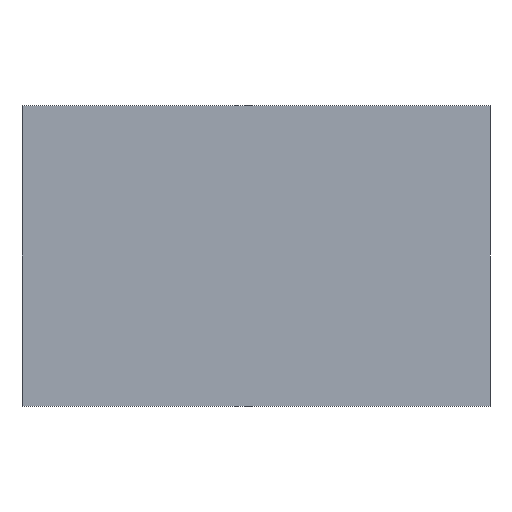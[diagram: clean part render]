
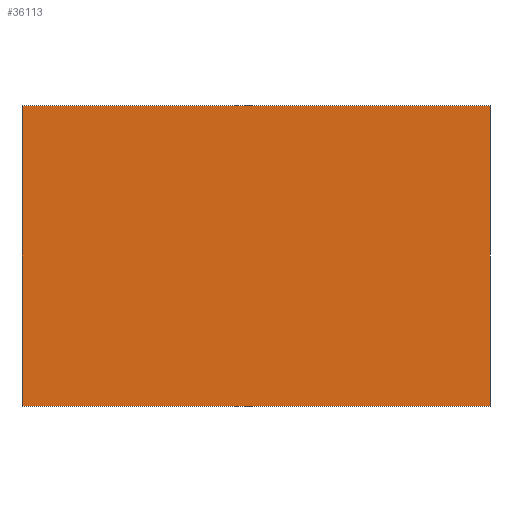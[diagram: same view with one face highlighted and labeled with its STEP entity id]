
A CAD part, front view. The second image highlights one B-rep face of the part: STEP entity #36113.
In plain terms, the highlighted planar face has unit normal (0, -1, 0).
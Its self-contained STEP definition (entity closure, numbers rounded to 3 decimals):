
#6436=FACE_OUTER_BOUND('',#8613,.T.);
#8613=EDGE_LOOP('',(#25730,#25731,#25732,#25733));
#11646=LINE('',#54568,#14098);
#11650=LINE('',#54575,#14102);
#11653=LINE('',#54581,#14105);
#11655=LINE('',#54584,#14107);
#14098=VECTOR('',#44755,6995.);
#14102=VECTOR('',#44761,4490.);
#14105=VECTOR('',#44766,6995.);
#14107=VECTOR('',#44770,4490.);
#16462=VERTEX_POINT('',#54565);
#16463=VERTEX_POINT('',#54567);
#16465=VERTEX_POINT('',#54573);
#16467=VERTEX_POINT('',#54579);
#19920=EDGE_CURVE('',#16462,#16463,#11646,.T.);
#19924=EDGE_CURVE('',#16465,#16462,#11650,.T.);
#19927=EDGE_CURVE('',#16467,#16465,#11653,.T.);
#19929=EDGE_CURVE('',#16463,#16467,#11655,.T.);
#25730=ORIENTED_EDGE('',*,*,#19929,.F.);
#25731=ORIENTED_EDGE('',*,*,#19920,.F.);
#25732=ORIENTED_EDGE('',*,*,#19924,.F.);
#25733=ORIENTED_EDGE('',*,*,#19927,.F.);
#35225=PLANE('',#40787);
#36113=ADVANCED_FACE('',(#6436),#35225,.F.);
#40787=AXIS2_PLACEMENT_3D('',#55000,#45233,#45234);
#44755=DIRECTION('',(-1.,0.,0.));
#44761=DIRECTION('',(0.,0.,-1.));
#44766=DIRECTION('',(1.,0.,0.));
#44770=DIRECTION('',(0.,0.,1.));
#45233=DIRECTION('center_axis',(0.,1.,0.));
#45234=DIRECTION('ref_axis',(0.,0.,1.));
#54565=CARTESIAN_POINT('',(5295.,-80.,-2245.));
#54567=CARTESIAN_POINT('',(-1700.,-80.,-2245.));
#54568=CARTESIAN_POINT('',(5295.,-80.,-2245.));
#54573=CARTESIAN_POINT('',(5295.,-80.,2245.));
#54575=CARTESIAN_POINT('',(5295.,-80.,2245.));
#54579=CARTESIAN_POINT('',(-1700.,-80.,2245.));
#54581=CARTESIAN_POINT('',(-1700.,-80.,2245.));
#54584=CARTESIAN_POINT('',(-1700.,-80.,-2245.));
#55000=CARTESIAN_POINT('Origin',(-1700.,-80.,2245.));
